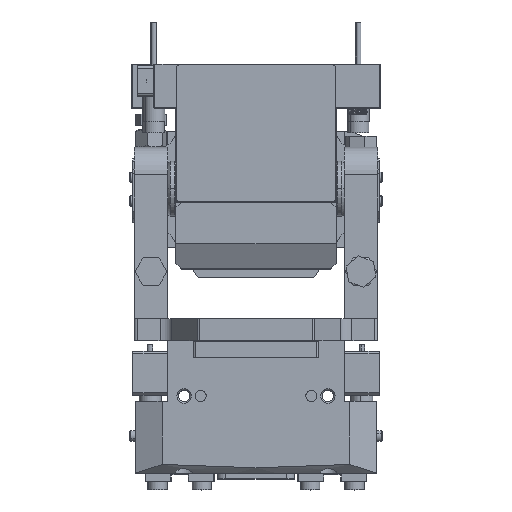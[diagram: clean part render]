
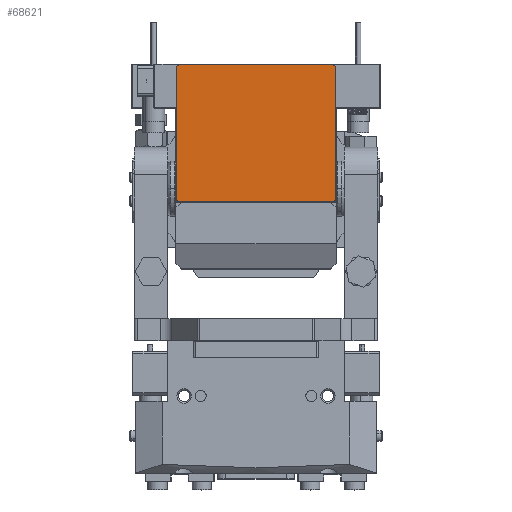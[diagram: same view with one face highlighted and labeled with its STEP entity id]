
A CAD part, top view. The second image highlights one B-rep face of the part: STEP entity #68621.
In plain terms, the highlighted planar face has unit normal (0, 0, 1).
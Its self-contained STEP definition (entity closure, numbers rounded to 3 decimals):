
#1239 = EDGE_CURVE ( 'NONE', #83783, #21713, #82765, .T. ) ;
#1327 = DIRECTION ( 'NONE',  ( 0., 0., -1. ) ) ;
#1649 = AXIS2_PLACEMENT_3D ( 'NONE', #59790, #1327, #60628 ) ;
#7126 = AXIS2_PLACEMENT_3D ( 'NONE', #8346, #42624, #21423 ) ;
#7297 = AXIS2_PLACEMENT_3D ( 'NONE', #71287, #39047, #84704 ) ;
#7305 = CARTESIAN_POINT ( 'NONE',  ( 28.75, -48.75, 88. ) ) ;
#7759 = EDGE_CURVE ( 'NONE', #79440, #52985, #46253, .T. ) ;
#8106 = EDGE_CURVE ( 'NONE', #83783, #60780, #50248, .T. ) ;
#8126 = EDGE_CURVE ( 'NONE', #8282, #21713, #22677, .T. ) ;
#8282 = VERTEX_POINT ( 'NONE', #20599 ) ;
#8346 = CARTESIAN_POINT ( 'NONE',  ( -27.75, -48.75, 88. ) ) ;
#10357 = AXIS2_PLACEMENT_3D ( 'NONE', #78026, #66847, #60815 ) ;
#14992 = CARTESIAN_POINT ( 'NONE',  ( -28.75, -0.25, 88. ) ) ;
#17499 = AXIS2_PLACEMENT_3D ( 'NONE', #37234, #70342, #70609 ) ;
#17775 = PLANE ( 'NONE',  #17499 ) ;
#19546 = LINE ( 'NONE', #43226, #62461 ) ;
#20599 = CARTESIAN_POINT ( 'NONE',  ( -27.75, -49.75, 88. ) ) ;
#21423 = DIRECTION ( 'NONE',  ( -1., 0., 0. ) ) ;
#21713 = VERTEX_POINT ( 'NONE', #72867 ) ;
#21737 = VECTOR ( 'NONE', #32908, 1000. ) ;
#22677 = CIRCLE ( 'NONE', #7126, 1. ) ;
#24784 = CARTESIAN_POINT ( 'NONE',  ( 28.75, -1.25, 88. ) ) ;
#25939 = ORIENTED_EDGE ( 'NONE', *, *, #8126, .F. ) ;
#27637 = VERTEX_POINT ( 'NONE', #7305 ) ;
#27800 = ORIENTED_EDGE ( 'NONE', *, *, #83651, .F. ) ;
#30246 = EDGE_CURVE ( 'NONE', #27637, #52985, #59487, .T. ) ;
#32145 = EDGE_CURVE ( 'NONE', #8282, #81973, #19546, .T. ) ;
#32908 = DIRECTION ( 'NONE',  ( 0., 1., 0. ) ) ;
#33288 = CARTESIAN_POINT ( 'NONE',  ( 27.75, -49.75, 88. ) ) ;
#33767 = CARTESIAN_POINT ( 'NONE',  ( 28.75, -0.25, 88. ) ) ;
#35009 = CARTESIAN_POINT ( 'NONE',  ( 27.75, -0.25, 88. ) ) ;
#36077 = DIRECTION ( 'NONE',  ( 1., 0., 0. ) ) ;
#36359 = DIRECTION ( 'NONE',  ( 0., -1., 0. ) ) ;
#37234 = CARTESIAN_POINT ( 'NONE',  ( -20., -45., 88. ) ) ;
#39047 = DIRECTION ( 'NONE',  ( 0., 0., -1. ) ) ;
#42624 = DIRECTION ( 'NONE',  ( 0., 0., -1. ) ) ;
#43226 = CARTESIAN_POINT ( 'NONE',  ( 28.75, -49.75, 88. ) ) ;
#44357 = VECTOR ( 'NONE', #66683, 1000. ) ;
#45996 = VECTOR ( 'NONE', #36359, 1000. ) ;
#46253 = CIRCLE ( 'NONE', #1649, 1. ) ;
#46531 = ORIENTED_EDGE ( 'NONE', *, *, #8106, .F. ) ;
#50248 = CIRCLE ( 'NONE', #10357, 1. ) ;
#50886 = CIRCLE ( 'NONE', #7297, 1. ) ;
#52985 = VERTEX_POINT ( 'NONE', #24784 ) ;
#54000 = ORIENTED_EDGE ( 'NONE', *, *, #30246, .T. ) ;
#59487 = LINE ( 'NONE', #33767, #21737 ) ;
#59790 = CARTESIAN_POINT ( 'NONE',  ( 27.75, -1.25, 88. ) ) ;
#60583 = EDGE_LOOP ( 'NONE', ( #63860, #25939, #72041, #27800, #54000, #81390, #63101, #46531 ) ) ;
#60628 = DIRECTION ( 'NONE',  ( -1., 0., 0. ) ) ;
#60780 = VERTEX_POINT ( 'NONE', #81793 ) ;
#60815 = DIRECTION ( 'NONE',  ( -1., 0., 0. ) ) ;
#61962 = EDGE_CURVE ( 'NONE', #79440, #60780, #79070, .T. ) ;
#62461 = VECTOR ( 'NONE', #36077, 1000. ) ;
#63101 = ORIENTED_EDGE ( 'NONE', *, *, #61962, .T. ) ;
#63860 = ORIENTED_EDGE ( 'NONE', *, *, #1239, .T. ) ;
#66683 = DIRECTION ( 'NONE',  ( -1., 0., 0. ) ) ;
#66810 = FACE_OUTER_BOUND ( 'NONE', #60583, .T. ) ;
#66847 = DIRECTION ( 'NONE',  ( 0., 0., -1. ) ) ;
#67449 = CARTESIAN_POINT ( 'NONE',  ( -28.75, -49.75, 88. ) ) ;
#68621 = ADVANCED_FACE ( 'NONE', ( #66810 ), #17775, .F. ) ;
#70342 = DIRECTION ( 'NONE',  ( 0., 0., -1. ) ) ;
#70609 = DIRECTION ( 'NONE',  ( -1., 0., 0. ) ) ;
#71287 = CARTESIAN_POINT ( 'NONE',  ( 27.75, -48.75, 88. ) ) ;
#72041 = ORIENTED_EDGE ( 'NONE', *, *, #32145, .T. ) ;
#72680 = CARTESIAN_POINT ( 'NONE',  ( -28.75, -1.25, 88. ) ) ;
#72867 = CARTESIAN_POINT ( 'NONE',  ( -28.75, -48.75, 88. ) ) ;
#78026 = CARTESIAN_POINT ( 'NONE',  ( -27.75, -1.25, 88. ) ) ;
#79070 = LINE ( 'NONE', #14992, #44357 ) ;
#79440 = VERTEX_POINT ( 'NONE', #35009 ) ;
#81390 = ORIENTED_EDGE ( 'NONE', *, *, #7759, .F. ) ;
#81793 = CARTESIAN_POINT ( 'NONE',  ( -27.75, -0.25, 88. ) ) ;
#81973 = VERTEX_POINT ( 'NONE', #33288 ) ;
#82765 = LINE ( 'NONE', #67449, #45996 ) ;
#83651 = EDGE_CURVE ( 'NONE', #27637, #81973, #50886, .T. ) ;
#83783 = VERTEX_POINT ( 'NONE', #72680 ) ;
#84704 = DIRECTION ( 'NONE',  ( -1., 0., 0. ) ) ;
